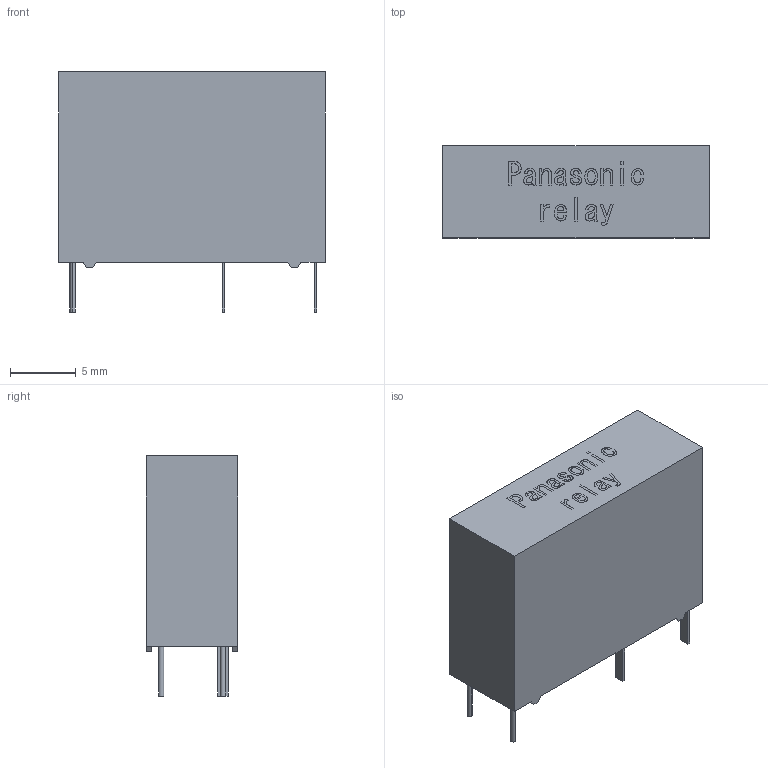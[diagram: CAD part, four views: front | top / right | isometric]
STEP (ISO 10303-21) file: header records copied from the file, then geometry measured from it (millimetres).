
FILE_DESCRIPTION (( 'STEP AP214' ), '1' );
FILE_NAME ('aldp1・・・.step', '2020-04-08T00:42:12', ( '' ), ( '(C)Panasonic Corporation 2020' ), '', '', '' );
FILE_SCHEMA (( 'AUTOMOTIVE_DESIGN' ));
Length unit declared in the file: millimetre
Products named in the file (1): aldp1・・・
Bounding box: 20.3 x 7 x 18.3 mm (x, y, z)
Volume: 2063.1 mm3; surface area: 1103.8 mm2
Topology: 1 solids, 1 shells, 299 faces, 816 edges, 544 vertices
Faces by surface type: bspline 171, plane 124, cylinder 4
Entity records: 14274 total; most frequent: CARTESIAN_POINT 7839, ORIENTED_EDGE 1632, EDGE_CURVE 816, DIRECTION 740, VERTEX_POINT 544, VECTOR 466, LINE 466, B_SPLINE_CURVE_WITH_KNOTS 342
